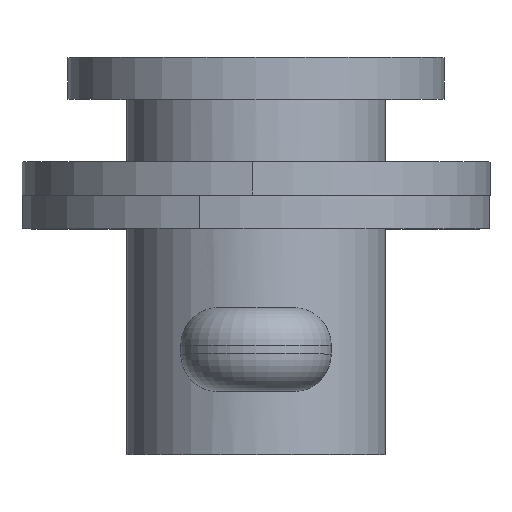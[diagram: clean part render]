
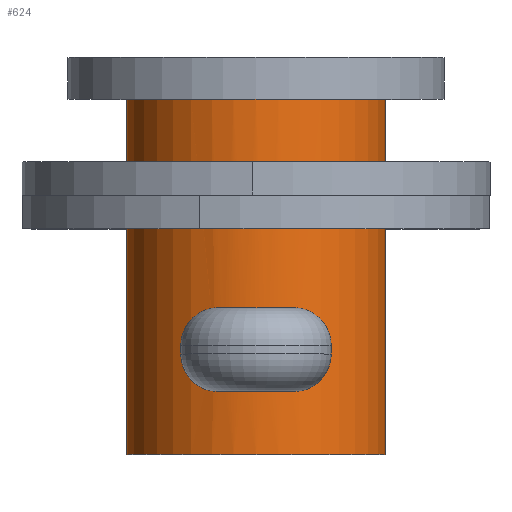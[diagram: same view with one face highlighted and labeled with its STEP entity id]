
A CAD part, top view. The second image highlights one B-rep face of the part: STEP entity #624.
In plain terms, the highlighted cylindrical face has radius 3.1 mm (diameter 6.2 mm), a partial arc.
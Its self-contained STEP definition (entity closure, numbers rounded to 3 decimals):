
#48 = CARTESIAN_POINT ( 'NONE',  ( -0.506, 3.373, 3.061 ) ) ;
#61 = EDGE_CURVE ( 'NONE', #1689, #607, #550, .T. ) ;
#101 = CARTESIAN_POINT ( 'NONE',  ( 1., 2.633, 2.934 ) ) ;
#118 = CARTESIAN_POINT ( 'NONE',  ( 0.505, 1.627, 3.061 ) ) ;
#174 = CARTESIAN_POINT ( 'NONE',  ( -1., 2.369, 2.934 ) ) ;
#212 = CARTESIAN_POINT ( 'NONE',  ( 0., 0., 0. ) ) ;
#233 = VECTOR ( 'NONE', #1473, 1000. ) ;
#267 = CARTESIAN_POINT ( 'NONE',  ( 1., 2.5, 2.934 ) ) ;
#269 = CARTESIAN_POINT ( 'NONE',  ( -0.262, 3.474, 3.091 ) ) ;
#277 = EDGE_LOOP ( 'NONE', ( #784, #1651 ) ) ;
#286 = CARTESIAN_POINT ( 'NONE',  ( -3.1, 0., 0. ) ) ;
#325 = CARTESIAN_POINT ( 'NONE',  ( 1., 2.5, 2.934 ) ) ;
#339 = CARTESIAN_POINT ( 'NONE',  ( 0.264, 1.527, 3.091 ) ) ;
#343 = CARTESIAN_POINT ( 'NONE',  ( 3.1, 0., 0. ) ) ;
#384 = DIRECTION ( 'NONE',  ( -1., 0., 0. ) ) ;
#393 = CARTESIAN_POINT ( 'NONE',  ( -1., 2.5, 2.934 ) ) ;
#492 = EDGE_LOOP ( 'NONE', ( #542, #1386, #1305, #807 ) ) ;
#494 = CARTESIAN_POINT ( 'NONE',  ( -0.131, 3.5, 3.1 ) ) ;
#536 = CYLINDRICAL_SURFACE ( 'NONE', #956, 3.1 ) ;
#542 = ORIENTED_EDGE ( 'NONE', *, *, #1815, .T. ) ;
#550 = B_SPLINE_CURVE_WITH_KNOTS ( 'NONE', 3,
 ( #325, #101, #2000, #1781, #1562, #1347, #1132, #915, #707, #494, #269, #48, #1946, #1726, #1507, #1296, #1080, #868 ),
 .UNSPECIFIED., .F., .F.,
 ( 4, 2, 2, 2, 2, 2, 2, 2, 4 ),
 ( 0., 0., 0.001, 0.001, 0.002, 0.002, 0.002, 0.003, 0.003 ),
 .UNSPECIFIED. ) ;
#563 = CARTESIAN_POINT ( 'NONE',  ( 0.132, 1.5, 3.1 ) ) ;
#588 = VERTEX_POINT ( 'NONE', #744 ) ;
#604 = DIRECTION ( 'NONE',  ( 0., 1., 0. ) ) ;
#607 = VERTEX_POINT ( 'NONE', #946 ) ;
#624 = ADVANCED_FACE ( 'NONE', ( #1586, #1940 ), #536, .T. ) ;
#707 = CARTESIAN_POINT ( 'NONE',  ( 0.132, 3.5, 3.1 ) ) ;
#740 = CIRCLE ( 'NONE', #2104, 3.1 ) ;
#744 = CARTESIAN_POINT ( 'NONE',  ( 3.1, 8.5, 0. ) ) ;
#747 = AXIS2_PLACEMENT_3D ( 'NONE', #212, #604, #384 ) ;
#774 = CARTESIAN_POINT ( 'NONE',  ( -0.132, 1.5, 3.1 ) ) ;
#775 = EDGE_CURVE ( 'NONE', #607, #1689, #1045, .T. ) ;
#784 = ORIENTED_EDGE ( 'NONE', *, *, #61, .F. ) ;
#794 = VERTEX_POINT ( 'NONE', #286 ) ;
#807 = ORIENTED_EDGE ( 'NONE', *, *, #930, .F. ) ;
#868 = CARTESIAN_POINT ( 'NONE',  ( -1., 2.5, 2.934 ) ) ;
#915 = CARTESIAN_POINT ( 'NONE',  ( 0.264, 3.473, 3.091 ) ) ;
#930 = EDGE_CURVE ( 'NONE', #794, #1260, #2031, .T. ) ;
#932 = CARTESIAN_POINT ( 'NONE',  ( 1., 2.5, 2.934 ) ) ;
#946 = CARTESIAN_POINT ( 'NONE',  ( -1., 2.5, 2.934 ) ) ;
#956 = AXIS2_PLACEMENT_3D ( 'NONE', #1873, #1659, #1442 ) ;
#979 = CARTESIAN_POINT ( 'NONE',  ( -3.1, 8.5, 0. ) ) ;
#982 = CARTESIAN_POINT ( 'NONE',  ( -0.262, 1.526, 3.091 ) ) ;
#1038 = CARTESIAN_POINT ( 'NONE',  ( 0., 8.5, 0. ) ) ;
#1045 = B_SPLINE_CURVE_WITH_KNOTS ( 'NONE', 3,
 ( #393, #174, #2066, #1841, #1633, #1412, #1202, #982, #774, #563, #339, #118, #2017, #1794, #1580, #1366, #1155, #932 ),
 .UNSPECIFIED., .F., .F.,
 ( 4, 2, 2, 2, 2, 2, 2, 2, 4 ),
 ( 0.003, 0.004, 0.004, 0.004, 0.005, 0.005, 0.006, 0.006, 0.006 ),
 .UNSPECIFIED. ) ;
#1080 = CARTESIAN_POINT ( 'NONE',  ( -1., 2.631, 2.934 ) ) ;
#1132 = CARTESIAN_POINT ( 'NONE',  ( 0.505, 3.373, 3.061 ) ) ;
#1155 = CARTESIAN_POINT ( 'NONE',  ( 1., 2.367, 2.934 ) ) ;
#1202 = CARTESIAN_POINT ( 'NONE',  ( -0.506, 1.627, 3.061 ) ) ;
#1260 = VERTEX_POINT ( 'NONE', #979 ) ;
#1296 = CARTESIAN_POINT ( 'NONE',  ( -0.973, 2.763, 2.944 ) ) ;
#1305 = ORIENTED_EDGE ( 'NONE', *, *, #1935, .F. ) ;
#1347 = CARTESIAN_POINT ( 'NONE',  ( 0.615, 3.299, 3.04 ) ) ;
#1350 = EDGE_CURVE ( 'NONE', #1961, #588, #1904, .T. ) ;
#1366 = CARTESIAN_POINT ( 'NONE',  ( 0.973, 2.236, 2.944 ) ) ;
#1386 = ORIENTED_EDGE ( 'NONE', *, *, #1350, .T. ) ;
#1412 = CARTESIAN_POINT ( 'NONE',  ( -0.615, 1.701, 3.04 ) ) ;
#1427 = VECTOR ( 'NONE', #1592, 1000. ) ;
#1442 = DIRECTION ( 'NONE',  ( -1., 0., 0. ) ) ;
#1473 = DIRECTION ( 'NONE',  ( 0., 1., 0. ) ) ;
#1507 = CARTESIAN_POINT ( 'NONE',  ( -0.873, 3.004, 2.975 ) ) ;
#1562 = CARTESIAN_POINT ( 'NONE',  ( 0.799, 3.116, 2.997 ) ) ;
#1580 = CARTESIAN_POINT ( 'NONE',  ( 0.873, 1.995, 2.975 ) ) ;
#1586 = FACE_BOUND ( 'NONE', #277, .T. ) ;
#1592 = DIRECTION ( 'NONE',  ( 0., 1., 0. ) ) ;
#1633 = CARTESIAN_POINT ( 'NONE',  ( -0.8, 1.885, 2.997 ) ) ;
#1651 = ORIENTED_EDGE ( 'NONE', *, *, #775, .F. ) ;
#1659 = DIRECTION ( 'NONE',  ( 0., 1., 0. ) ) ;
#1689 = VERTEX_POINT ( 'NONE', #267 ) ;
#1692 = CARTESIAN_POINT ( 'NONE',  ( 3.1, 9.5, 0. ) ) ;
#1696 = CIRCLE ( 'NONE', #747, 3.1 ) ;
#1726 = CARTESIAN_POINT ( 'NONE',  ( -0.8, 3.114, 2.997 ) ) ;
#1781 = CARTESIAN_POINT ( 'NONE',  ( 0.873, 3.005, 2.975 ) ) ;
#1794 = CARTESIAN_POINT ( 'NONE',  ( 0.799, 1.885, 2.997 ) ) ;
#1805 = CARTESIAN_POINT ( 'NONE',  ( -3.1, 9.5, 0. ) ) ;
#1815 = EDGE_CURVE ( 'NONE', #794, #1961, #1696, .T. ) ;
#1841 = CARTESIAN_POINT ( 'NONE',  ( -0.873, 1.995, 2.975 ) ) ;
#1846 = DIRECTION ( 'NONE',  ( -1., 0., 0. ) ) ;
#1873 = CARTESIAN_POINT ( 'NONE',  ( 0., 9.5, 0. ) ) ;
#1904 = LINE ( 'NONE', #1692, #233 ) ;
#1935 = EDGE_CURVE ( 'NONE', #1260, #588, #740, .T. ) ;
#1940 = FACE_OUTER_BOUND ( 'NONE', #492, .T. ) ;
#1946 = CARTESIAN_POINT ( 'NONE',  ( -0.615, 3.299, 3.04 ) ) ;
#1961 = VERTEX_POINT ( 'NONE', #343 ) ;
#2000 = CARTESIAN_POINT ( 'NONE',  ( 0.973, 2.764, 2.944 ) ) ;
#2017 = CARTESIAN_POINT ( 'NONE',  ( 0.615, 1.701, 3.04 ) ) ;
#2031 = LINE ( 'NONE', #1805, #1427 ) ;
#2066 = CARTESIAN_POINT ( 'NONE',  ( -0.973, 2.237, 2.944 ) ) ;
#2070 = DIRECTION ( 'NONE',  ( 0., 1., 0. ) ) ;
#2104 = AXIS2_PLACEMENT_3D ( 'NONE', #1038, #2070, #1846 ) ;
